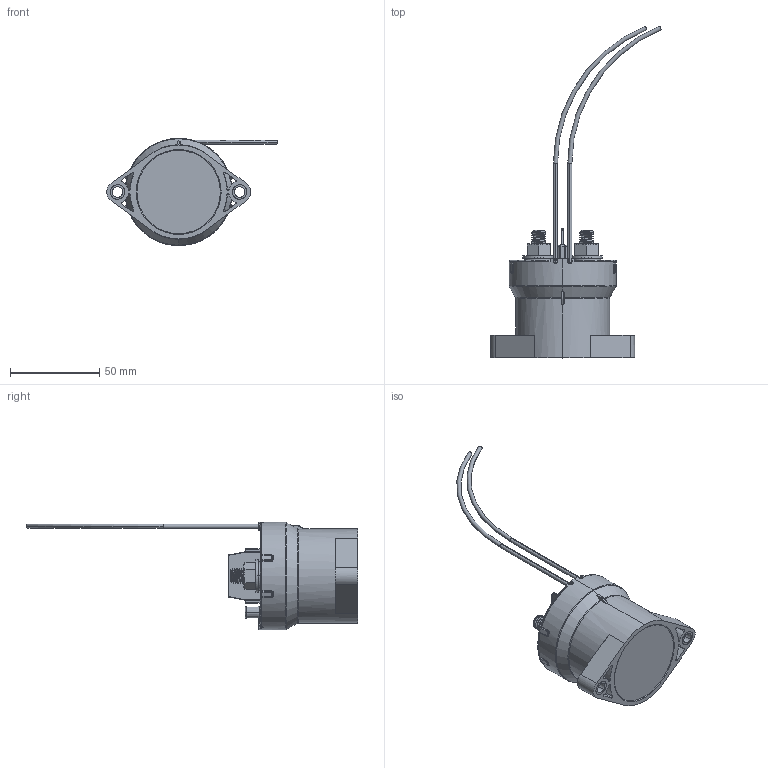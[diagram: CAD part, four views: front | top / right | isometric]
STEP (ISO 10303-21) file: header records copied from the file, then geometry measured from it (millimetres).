
FILE_DESCRIPTION (( 'STEP AP214' ), '1' );
FILE_NAME ('GV121_step_010816.STEP', '2016-01-08T19:17:10', ( 'Temp' ), ( '' ), 'SwSTEP 2.0', 'SolidWorks 2014', '' );
FILE_SCHEMA (( 'AUTOMOTIVE_DESIGN' ));
Length unit declared in the file: inch
Products named in the file (1): GV121_step_010816
Bounding box: 95.4 x 185.58 x 59.94 mm (x, y, z)
Volume: 37906.8 mm3; surface area: 45195.5 mm2
Topology: 11 solids, 11 shells, 3017 faces, 7747 edges, 4722 vertices
Faces by surface type: plane 945, cylinder 746, torus 587, bspline 475, cone 184, sphere 80
Entity records: 150282 total; most frequent: CARTESIAN_POINT 42618, ORIENTED_EDGE 15274, DIRECTION 13457, EDGE_CURVE 7637, AXIS2_PLACEMENT_3D 5257, VERTEX_POINT 4712, EDGE_LOOP 3115, LENGTH_MEASURE_WITH_UNIT 3030
